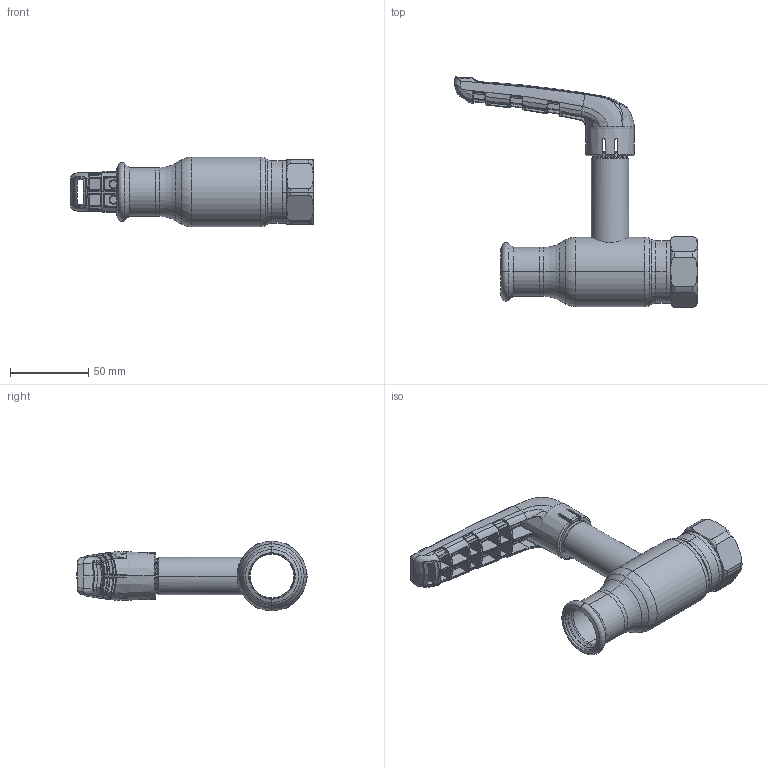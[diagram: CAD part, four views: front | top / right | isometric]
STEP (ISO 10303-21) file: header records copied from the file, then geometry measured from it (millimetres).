
FILE_DESCRIPTION (( 'STEP AP214' ), '1' );
FILE_NAME ('XPR21001 DN25 G1 x 28.step', '2018-09-25T10:38:15', ( '' ), ( '' ), 'SwSTEP 2.0', 'SolidWorks 2017', '' );
FILE_SCHEMA (( 'AUTOMOTIVE_DESIGN' ));
Length unit declared in the file: millimetre
Products named in the file (1): XPR21001 DN25 G1 x 28
Bounding box: 155.57 x 147.31 x 44.5 mm (x, y, z)
Surface area: 44195.1 mm2 (no closed solid volume)
Topology: 0 solids, 8 shells, 740 faces, 2463 edges, 1619 vertices
Faces by surface type: bspline 576, plane 52, cylinder 41, torus 32, cone 29, sphere 10
Entity records: 59411 total; most frequent: CARTESIAN_POINT 35580, ORIENTED_EDGE 3980, EDGE_CURVE 2455, B_SPLINE_CURVE_WITH_KNOTS 1718, DIRECTION 1647, VERTEX_POINT 1617, EDGE_LOOP 761, AXIS2_PLACEMENT_3D 747
